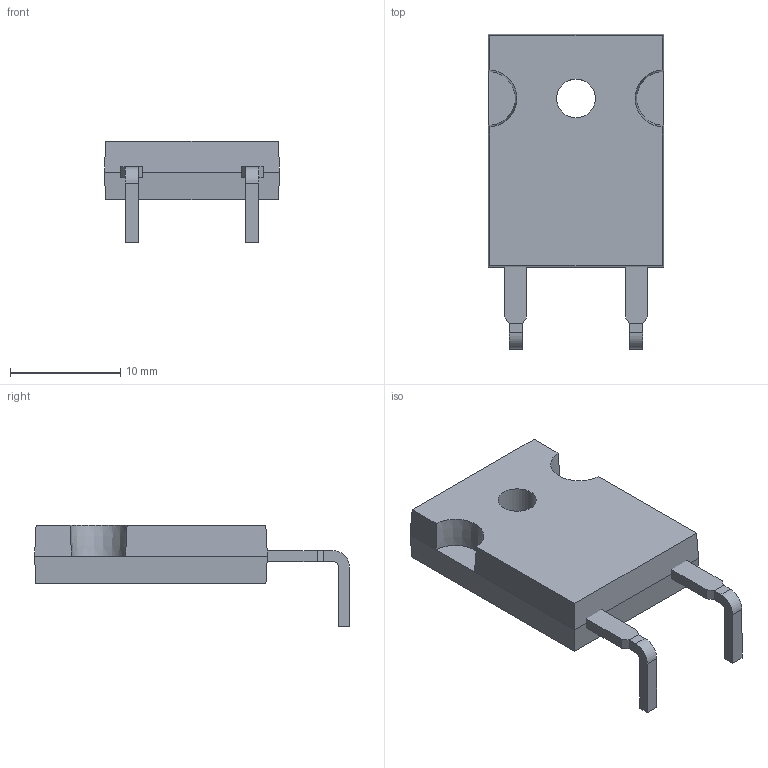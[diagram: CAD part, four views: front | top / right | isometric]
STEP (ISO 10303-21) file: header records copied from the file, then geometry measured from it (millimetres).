
FILE_DESCRIPTION(/* description */ (''),/* implementation_level */ '2;1');
FILE_NAME(/* name */ 'TO-247AD-2-H.stp',/* time_stamp */ '2017-05-10T10:28:53+02:00',/* author */ ('jchouvet'),/* organization */ (''),/* preprocessor_version */ 'ST-DEVELOPER v16.1',/* originating_system */ 'AutoCAD Mechanical',/* authorisation */ '');
FILE_SCHEMA (('AUTOMOTIVE_DESIGN { 1 0 10303 214 3 1 1 }'));
Length unit declared in the file: millimetre
Products named in the file (1): Product
Bounding box: 15.9 x 28.54 x 9.2 mm (x, y, z)
Volume: 1686.4 mm3; surface area: 2281.1 mm2
Topology: 8 solids, 8 shells, 74 faces, 172 edges, 115 vertices
Faces by surface type: plane 63, cylinder 9, cone 2
Full cylindrical faces by diameter (mm): 3.5 x2, 7.4 x3
Entity records: 2111 total; most frequent: CARTESIAN_POINT 367, DIRECTION 334, ORIENTED_EDGE 332, EDGE_CURVE 166, LINE 140, VECTOR 140, VERTEX_POINT 114, AXIS2_PLACEMENT_3D 97
